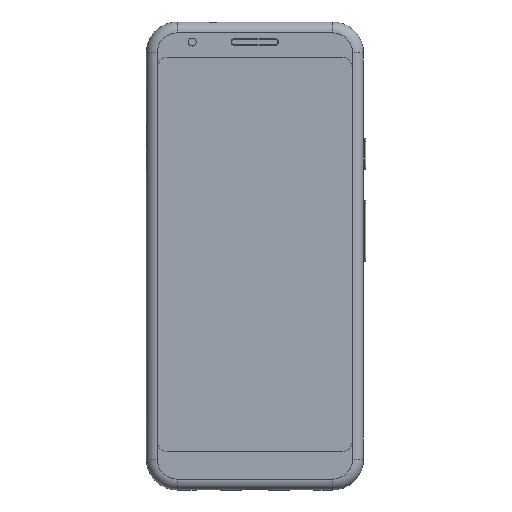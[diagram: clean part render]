
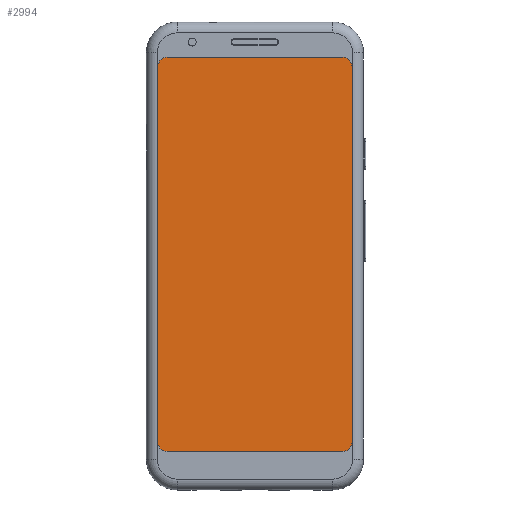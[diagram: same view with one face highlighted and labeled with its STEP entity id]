
A CAD part, front view. The second image highlights one B-rep face of the part: STEP entity #2994.
In plain terms, the highlighted planar face has unit normal (0, -1, 0).
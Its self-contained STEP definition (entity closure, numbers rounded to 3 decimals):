
#85=PLANE('',#3282);
#260=LINE('',#5646,#454);
#261=LINE('',#5650,#455);
#262=LINE('',#5654,#456);
#263=LINE('',#5657,#457);
#454=VECTOR('',#4000,10.);
#455=VECTOR('',#4003,10.);
#456=VECTOR('',#4006,10.);
#457=VECTOR('',#4009,10.);
#849=FACE_OUTER_BOUND('',#1023,.T.);
#1023=EDGE_LOOP('',(#2585,#2586,#2587,#2588,#2589,#2590,#2591,#2592));
#1196=CIRCLE('',#3283,3.);
#1197=CIRCLE('',#3284,3.);
#1198=CIRCLE('',#3285,3.);
#1199=CIRCLE('',#3286,3.);
#1466=VERTEX_POINT('',#5642);
#1467=VERTEX_POINT('',#5643);
#1468=VERTEX_POINT('',#5645);
#1469=VERTEX_POINT('',#5647);
#1470=VERTEX_POINT('',#5649);
#1471=VERTEX_POINT('',#5651);
#1472=VERTEX_POINT('',#5653);
#1473=VERTEX_POINT('',#5655);
#1867=EDGE_CURVE('',#1466,#1467,#1196,.T.);
#1868=EDGE_CURVE('',#1468,#1466,#260,.T.);
#1869=EDGE_CURVE('',#1469,#1468,#1197,.T.);
#1870=EDGE_CURVE('',#1470,#1469,#261,.T.);
#1871=EDGE_CURVE('',#1471,#1470,#1198,.T.);
#1872=EDGE_CURVE('',#1472,#1471,#262,.T.);
#1873=EDGE_CURVE('',#1473,#1472,#1199,.T.);
#1874=EDGE_CURVE('',#1467,#1473,#263,.T.);
#2585=ORIENTED_EDGE('',*,*,#1867,.F.);
#2586=ORIENTED_EDGE('',*,*,#1868,.F.);
#2587=ORIENTED_EDGE('',*,*,#1869,.F.);
#2588=ORIENTED_EDGE('',*,*,#1870,.F.);
#2589=ORIENTED_EDGE('',*,*,#1871,.F.);
#2590=ORIENTED_EDGE('',*,*,#1872,.F.);
#2591=ORIENTED_EDGE('',*,*,#1873,.F.);
#2592=ORIENTED_EDGE('',*,*,#1874,.F.);
#2994=ADVANCED_FACE('',(#849),#85,.F.);
#3282=AXIS2_PLACEMENT_3D('',#5641,#3996,#3997);
#3283=AXIS2_PLACEMENT_3D('',#5644,#3998,#3999);
#3284=AXIS2_PLACEMENT_3D('',#5648,#4001,#4002);
#3285=AXIS2_PLACEMENT_3D('',#5652,#4004,#4005);
#3286=AXIS2_PLACEMENT_3D('',#5656,#4007,#4008);
#3996=DIRECTION('center_axis',(0.,1.,0.));
#3997=DIRECTION('ref_axis',(1.,0.,0.));
#3998=DIRECTION('center_axis',(0.,1.,0.));
#3999=DIRECTION('ref_axis',(0.,0.,1.));
#4000=DIRECTION('',(0.,0.,1.));
#4001=DIRECTION('center_axis',(0.,1.,0.));
#4002=DIRECTION('ref_axis',(-1.,0.,0.));
#4003=DIRECTION('',(-1.,0.,0.));
#4004=DIRECTION('center_axis',(0.,1.,0.));
#4005=DIRECTION('ref_axis',(0.,0.,-1.));
#4006=DIRECTION('',(0.,0.,-1.));
#4007=DIRECTION('center_axis',(0.,1.,0.));
#4008=DIRECTION('ref_axis',(1.,0.,0.));
#4009=DIRECTION('',(1.,0.,0.));
#5641=CARTESIAN_POINT('Origin',(0.,-4.15,0.));
#5642=CARTESIAN_POINT('',(-31.4,-4.15,61.2));
#5643=CARTESIAN_POINT('',(-28.4,-4.15,64.2));
#5644=CARTESIAN_POINT('Origin',(-28.4,-4.15,61.2));
#5645=CARTESIAN_POINT('',(-31.4,-4.15,-60.15));
#5646=CARTESIAN_POINT('',(-31.4,-4.15,30.6));
#5647=CARTESIAN_POINT('',(-28.4,-4.15,-63.15));
#5648=CARTESIAN_POINT('Origin',(-28.4,-4.15,-60.15));
#5649=CARTESIAN_POINT('',(28.4,-4.15,-63.15));
#5650=CARTESIAN_POINT('',(-14.2,-4.15,-63.15));
#5651=CARTESIAN_POINT('',(31.4,-4.15,-60.15));
#5652=CARTESIAN_POINT('Origin',(28.4,-4.15,-60.15));
#5653=CARTESIAN_POINT('',(31.4,-4.15,61.2));
#5654=CARTESIAN_POINT('',(31.4,-4.15,-30.075));
#5655=CARTESIAN_POINT('',(28.4,-4.15,64.2));
#5656=CARTESIAN_POINT('Origin',(28.4,-4.15,61.2));
#5657=CARTESIAN_POINT('',(14.2,-4.15,64.2));
